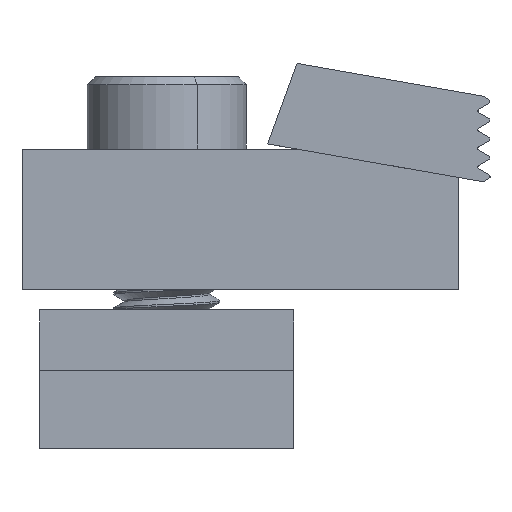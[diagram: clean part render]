
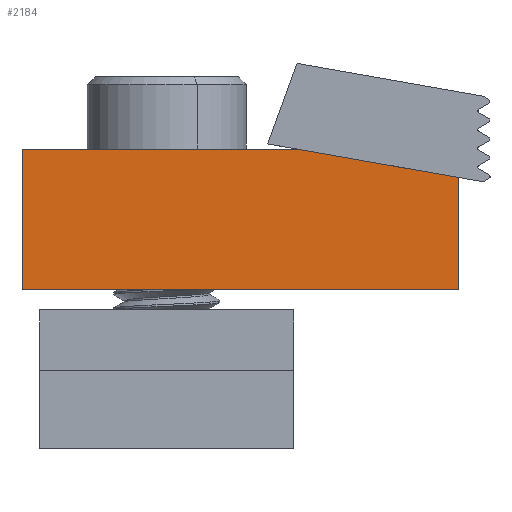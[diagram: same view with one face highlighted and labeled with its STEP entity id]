
A CAD part, left-side view. The second image highlights one B-rep face of the part: STEP entity #2184.
In plain terms, the highlighted planar face has unit normal (-1, 0, 0).
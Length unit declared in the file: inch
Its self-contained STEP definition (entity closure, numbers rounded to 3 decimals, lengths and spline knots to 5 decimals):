
#11 = DIRECTION ( 'NONE',  ( 0., 0., 1. ) ) ;
#186 = EDGE_CURVE ( 'NONE', #5257, #7867, #6947, .T. ) ;
#695 = ORIENTED_EDGE ( 'NONE', *, *, #8370, .F. ) ;
#1232 = CARTESIAN_POINT ( 'NONE',  ( -0.5625, -1.23109, 0. ) ) ;
#1306 = AXIS2_PLACEMENT_3D ( 'NONE', #8059, #3077, #8910 ) ;
#1458 = EDGE_LOOP ( 'NONE', ( #6371, #4688, #7999, #5663, #695 ) ) ;
#1631 = DIRECTION ( 'NONE',  ( 0., 1., 0. ) ) ;
#1825 = LINE ( 'NONE', #9051, #4040 ) ;
#1888 = CARTESIAN_POINT ( 'NONE',  ( -0.5625, -1.94, -0.125 ) ) ;
#2054 = CARTESIAN_POINT ( 'NONE',  ( -0.5625, 0., 0. ) ) ;
#2184 = ADVANCED_FACE ( 'NONE', ( #4109 ), #7229, .F. ) ;
#2419 = CARTESIAN_POINT ( 'NONE',  ( -0.5625, -1.94, -0.625 ) ) ;
#2440 = VECTOR ( 'NONE', #5882, 39.37008 ) ;
#2616 = VERTEX_POINT ( 'NONE', #1888 ) ;
#3077 = DIRECTION ( 'NONE',  ( 1., 0., 0. ) ) ;
#3531 = CARTESIAN_POINT ( 'NONE',  ( -0.5625, -1.94, -0.625 ) ) ;
#3727 = LINE ( 'NONE', #4012, #8157 ) ;
#4012 = CARTESIAN_POINT ( 'NONE',  ( -0.5625, -1.94, -0.125 ) ) ;
#4040 = VECTOR ( 'NONE', #10716, 39.37008 ) ;
#4064 = VECTOR ( 'NONE', #1631, 39.37008 ) ;
#4103 = CARTESIAN_POINT ( 'NONE',  ( -0.5625, 0., -0.625 ) ) ;
#4109 = FACE_OUTER_BOUND ( 'NONE', #1458, .T. ) ;
#4206 = CARTESIAN_POINT ( 'NONE',  ( -0.5625, -1.23109, 0. ) ) ;
#4451 = EDGE_CURVE ( 'NONE', #7034, #2616, #9097, .T. ) ;
#4477 = VECTOR ( 'NONE', #11, 39.37008 ) ;
#4599 = LINE ( 'NONE', #2419, #4064 ) ;
#4688 = ORIENTED_EDGE ( 'NONE', *, *, #6713, .F. ) ;
#4960 = CARTESIAN_POINT ( 'NONE',  ( -0.5625, 0., -0.625 ) ) ;
#5257 = VERTEX_POINT ( 'NONE', #4103 ) ;
#5663 = ORIENTED_EDGE ( 'NONE', *, *, #4451, .F. ) ;
#5882 = DIRECTION ( 'NONE',  ( 0., -0.985, -0.174 ) ) ;
#6312 = EDGE_CURVE ( 'NONE', #2616, #7786, #3727, .T. ) ;
#6371 = ORIENTED_EDGE ( 'NONE', *, *, #186, .F. ) ;
#6713 = EDGE_CURVE ( 'NONE', #7786, #5257, #4599, .T. ) ;
#6947 = LINE ( 'NONE', #4960, #4477 ) ;
#7034 = VERTEX_POINT ( 'NONE', #1232 ) ;
#7229 = PLANE ( 'NONE',  #1306 ) ;
#7786 = VERTEX_POINT ( 'NONE', #3531 ) ;
#7867 = VERTEX_POINT ( 'NONE', #2054 ) ;
#7999 = ORIENTED_EDGE ( 'NONE', *, *, #6312, .F. ) ;
#8059 = CARTESIAN_POINT ( 'NONE',  ( -0.5625, 0., 0. ) ) ;
#8157 = VECTOR ( 'NONE', #9015, 39.37008 ) ;
#8370 = EDGE_CURVE ( 'NONE', #7867, #7034, #1825, .T. ) ;
#8910 = DIRECTION ( 'NONE',  ( 0., 0., -1. ) ) ;
#9015 = DIRECTION ( 'NONE',  ( 0., 0., -1. ) ) ;
#9051 = CARTESIAN_POINT ( 'NONE',  ( -0.5625, 0., 0. ) ) ;
#9097 = LINE ( 'NONE', #4206, #2440 ) ;
#10716 = DIRECTION ( 'NONE',  ( 0., -1., 0. ) ) ;
